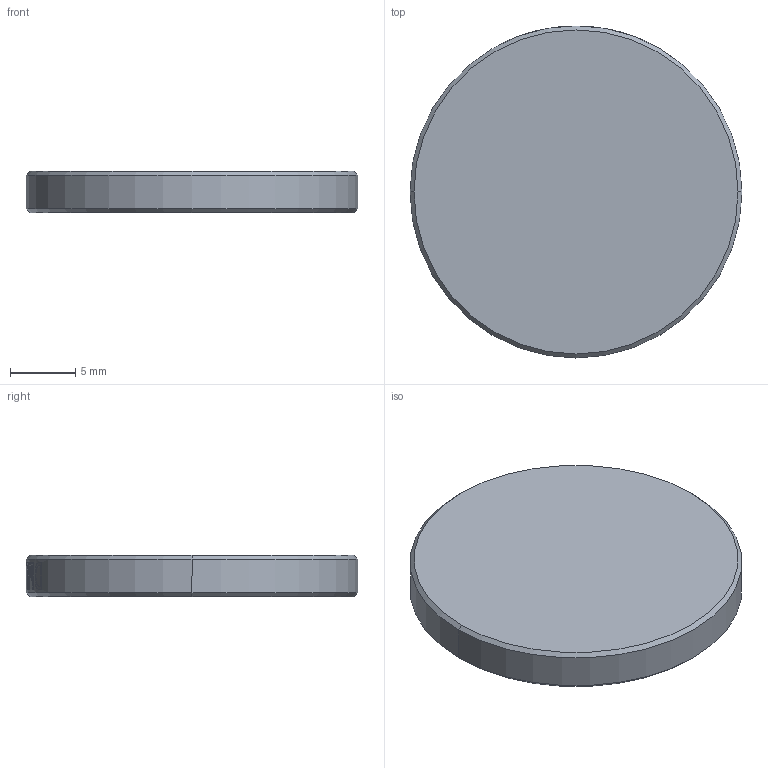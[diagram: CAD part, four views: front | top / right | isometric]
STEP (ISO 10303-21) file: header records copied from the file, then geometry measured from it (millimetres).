
FILE_DESCRIPTION (( 'STEP AP203' ), '1' );
FILE_NAME ('21637-E0W.STEP', '2012-10-04T13:37:05', ( 'Admin' ), ( '' ), 'SwSTEP 2.0', 'SolidWorks 2011', '' );
FILE_SCHEMA (( 'CONFIG_CONTROL_DESIGN' ));
Length unit declared in the file: millimetre
Products named in the file (1): 21637-E0W
Bounding box: 25.4 x 25.4 x 3.2 mm (x, y, z)
Surface area: 1240.5 mm2 (no closed solid volume)
Topology: 0 solids, 1 shells, 22 faces, 107 edges, 101 vertices
Faces by surface type: cylinder 16, cone 4, plane 2
Entity records: 2185 total; most frequent: CARTESIAN_POINT 1242, ORIENTED_EDGE 214, DIRECTION 136, EDGE_CURVE 107, VERTEX_POINT 101, AXIS2_PLACEMENT_3D 55, B_SPLINE_CURVE_WITH_KNOTS 49, EDGE_LOOP 36
